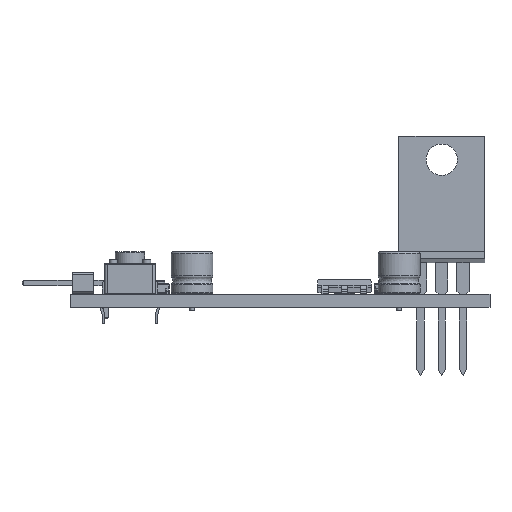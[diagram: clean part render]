
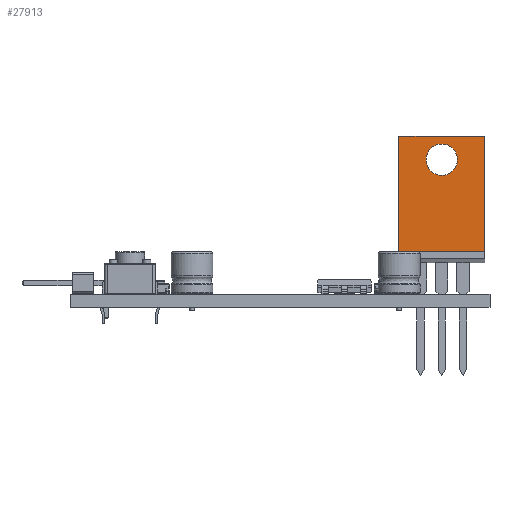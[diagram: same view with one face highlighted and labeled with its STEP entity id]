
A CAD part, front view. The second image highlights one B-rep face of the part: STEP entity #27913.
In plain terms, the highlighted face is planar.
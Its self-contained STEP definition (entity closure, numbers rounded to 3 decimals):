
#25393 = PLANE('',#25394);
#25394 = AXIS2_PLACEMENT_3D('',#25395,#25396,#25397);
#25395 = CARTESIAN_POINT('',(7.655,3.16,5.));
#25396 = DIRECTION('',(1.,0.,0.));
#25397 = DIRECTION('',(0.,-1.,0.));
#25449 = PLANE('',#25450);
#25450 = AXIS2_PLACEMENT_3D('',#25451,#25452,#25453);
#25451 = CARTESIAN_POINT('',(-2.575,1.89,5.));
#25452 = DIRECTION('',(-1.,0.,0.));
#25453 = DIRECTION('',(0.,1.,0.));
#25526 = PLANE('',#25527);
#25527 = AXIS2_PLACEMENT_3D('',#25528,#25529,#25530);
#25528 = CARTESIAN_POINT('',(-2.575,3.16,5.));
#25529 = DIRECTION('',(0.,0.,1.));
#25530 = DIRECTION('',(1.,0.,-0.));
#26583 = VERTEX_POINT('',#26584);
#26584 = CARTESIAN_POINT('',(-2.575,3.16,18.775));
#26598 = PLANE('',#26599);
#26599 = AXIS2_PLACEMENT_3D('',#26600,#26601,#26602);
#26600 = CARTESIAN_POINT('',(-2.575,3.16,18.775));
#26601 = DIRECTION('',(0.,0.,1.));
#26602 = DIRECTION('',(1.,0.,-0.));
#26610 = EDGE_CURVE('',#26611,#26583,#26613,.T.);
#26611 = VERTEX_POINT('',#26612);
#26612 = CARTESIAN_POINT('',(-2.575,3.16,5.));
#26613 = SURFACE_CURVE('',#26614,(#26618,#26625),.PCURVE_S1.);
#26614 = LINE('',#26615,#26616);
#26615 = CARTESIAN_POINT('',(-2.575,3.16,5.));
#26616 = VECTOR('',#26617,1.);
#26617 = DIRECTION('',(0.,0.,1.));
#26618 = PCURVE('',#25449,#26619);
#26619 = DEFINITIONAL_REPRESENTATION('',(#26620),#26624);
#26620 = LINE('',#26621,#26622);
#26621 = CARTESIAN_POINT('',(1.27,0.));
#26622 = VECTOR('',#26623,1.);
#26623 = DIRECTION('',(0.,-1.));
#26624 = ( GEOMETRIC_REPRESENTATION_CONTEXT(2) 
PARAMETRIC_REPRESENTATION_CONTEXT() REPRESENTATION_CONTEXT('2D SPACE',''
  ) );
#26625 = PCURVE('',#26626,#26631);
#26626 = PLANE('',#26627);
#26627 = AXIS2_PLACEMENT_3D('',#26628,#26629,#26630);
#26628 = CARTESIAN_POINT('',(-2.575,3.16,5.));
#26629 = DIRECTION('',(0.,1.,0.));
#26630 = DIRECTION('',(1.,0.,0.));
#26631 = DEFINITIONAL_REPRESENTATION('',(#26632),#26636);
#26632 = LINE('',#26633,#26634);
#26633 = CARTESIAN_POINT('',(0.,0.));
#26634 = VECTOR('',#26635,1.);
#26635 = DIRECTION('',(0.,-1.));
#26636 = ( GEOMETRIC_REPRESENTATION_CONTEXT(2) 
PARAMETRIC_REPRESENTATION_CONTEXT() REPRESENTATION_CONTEXT('2D SPACE',''
  ) );
#26728 = CYLINDRICAL_SURFACE('',#26729,1.868);
#26729 = AXIS2_PLACEMENT_3D('',#26730,#26731,#26732);
#26730 = CARTESIAN_POINT('',(2.54,1.89,16.005));
#26731 = DIRECTION('',(0.,-1.,0.));
#26732 = DIRECTION('',(1.,0.,0.));
#26744 = VERTEX_POINT('',#26745);
#26745 = CARTESIAN_POINT('',(7.655,3.16,5.));
#26766 = EDGE_CURVE('',#26744,#26767,#26769,.T.);
#26767 = VERTEX_POINT('',#26768);
#26768 = CARTESIAN_POINT('',(7.655,3.16,18.775));
#26769 = SURFACE_CURVE('',#26770,(#26774,#26781),.PCURVE_S1.);
#26770 = LINE('',#26771,#26772);
#26771 = CARTESIAN_POINT('',(7.655,3.16,5.));
#26772 = VECTOR('',#26773,1.);
#26773 = DIRECTION('',(0.,0.,1.));
#26774 = PCURVE('',#25393,#26775);
#26775 = DEFINITIONAL_REPRESENTATION('',(#26776),#26780);
#26776 = LINE('',#26777,#26778);
#26777 = CARTESIAN_POINT('',(0.,0.));
#26778 = VECTOR('',#26779,1.);
#26779 = DIRECTION('',(0.,-1.));
#26780 = ( GEOMETRIC_REPRESENTATION_CONTEXT(2) 
PARAMETRIC_REPRESENTATION_CONTEXT() REPRESENTATION_CONTEXT('2D SPACE',''
  ) );
#26781 = PCURVE('',#26626,#26782);
#26782 = DEFINITIONAL_REPRESENTATION('',(#26783),#26787);
#26783 = LINE('',#26784,#26785);
#26784 = CARTESIAN_POINT('',(10.23,0.));
#26785 = VECTOR('',#26786,1.);
#26786 = DIRECTION('',(0.,-1.));
#26787 = ( GEOMETRIC_REPRESENTATION_CONTEXT(2) 
PARAMETRIC_REPRESENTATION_CONTEXT() REPRESENTATION_CONTEXT('2D SPACE',''
  ) );
#26816 = EDGE_CURVE('',#26611,#26744,#26817,.T.);
#26817 = SURFACE_CURVE('',#26818,(#26822,#26829),.PCURVE_S1.);
#26818 = LINE('',#26819,#26820);
#26819 = CARTESIAN_POINT('',(-2.575,3.16,5.));
#26820 = VECTOR('',#26821,1.);
#26821 = DIRECTION('',(1.,0.,0.));
#26822 = PCURVE('',#25526,#26823);
#26823 = DEFINITIONAL_REPRESENTATION('',(#26824),#26828);
#26824 = LINE('',#26825,#26826);
#26825 = CARTESIAN_POINT('',(0.,0.));
#26826 = VECTOR('',#26827,1.);
#26827 = DIRECTION('',(1.,0.));
#26828 = ( GEOMETRIC_REPRESENTATION_CONTEXT(2) 
PARAMETRIC_REPRESENTATION_CONTEXT() REPRESENTATION_CONTEXT('2D SPACE',''
  ) );
#26829 = PCURVE('',#26626,#26830);
#26830 = DEFINITIONAL_REPRESENTATION('',(#26831),#26835);
#26831 = LINE('',#26832,#26833);
#26832 = CARTESIAN_POINT('',(0.,0.));
#26833 = VECTOR('',#26834,1.);
#26834 = DIRECTION('',(1.,0.));
#26835 = ( GEOMETRIC_REPRESENTATION_CONTEXT(2) 
PARAMETRIC_REPRESENTATION_CONTEXT() REPRESENTATION_CONTEXT('2D SPACE',''
  ) );
#27913 = ADVANCED_FACE('',(#27914,#27940),#26626,.T.);
#27914 = FACE_BOUND('',#27915,.T.);
#27915 = EDGE_LOOP('',(#27916,#27917,#27938,#27939));
#27916 = ORIENTED_EDGE('',*,*,#26610,.T.);
#27917 = ORIENTED_EDGE('',*,*,#27918,.T.);
#27918 = EDGE_CURVE('',#26583,#26767,#27919,.T.);
#27919 = SURFACE_CURVE('',#27920,(#27924,#27931),.PCURVE_S1.);
#27920 = LINE('',#27921,#27922);
#27921 = CARTESIAN_POINT('',(-2.575,3.16,18.775));
#27922 = VECTOR('',#27923,1.);
#27923 = DIRECTION('',(1.,0.,0.));
#27924 = PCURVE('',#26626,#27925);
#27925 = DEFINITIONAL_REPRESENTATION('',(#27926),#27930);
#27926 = LINE('',#27927,#27928);
#27927 = CARTESIAN_POINT('',(0.,-13.775));
#27928 = VECTOR('',#27929,1.);
#27929 = DIRECTION('',(1.,0.));
#27930 = ( GEOMETRIC_REPRESENTATION_CONTEXT(2) 
PARAMETRIC_REPRESENTATION_CONTEXT() REPRESENTATION_CONTEXT('2D SPACE',''
  ) );
#27931 = PCURVE('',#26598,#27932);
#27932 = DEFINITIONAL_REPRESENTATION('',(#27933),#27937);
#27933 = LINE('',#27934,#27935);
#27934 = CARTESIAN_POINT('',(0.,0.));
#27935 = VECTOR('',#27936,1.);
#27936 = DIRECTION('',(1.,0.));
#27937 = ( GEOMETRIC_REPRESENTATION_CONTEXT(2) 
PARAMETRIC_REPRESENTATION_CONTEXT() REPRESENTATION_CONTEXT('2D SPACE',''
  ) );
#27938 = ORIENTED_EDGE('',*,*,#26766,.F.);
#27939 = ORIENTED_EDGE('',*,*,#26816,.F.);
#27940 = FACE_BOUND('',#27941,.T.);
#27941 = EDGE_LOOP('',(#27942));
#27942 = ORIENTED_EDGE('',*,*,#27943,.T.);
#27943 = EDGE_CURVE('',#27944,#27944,#27946,.T.);
#27944 = VERTEX_POINT('',#27945);
#27945 = CARTESIAN_POINT('',(4.408,3.16,16.005));
#27946 = SURFACE_CURVE('',#27947,(#27952,#27963),.PCURVE_S1.);
#27947 = CIRCLE('',#27948,1.868);
#27948 = AXIS2_PLACEMENT_3D('',#27949,#27950,#27951);
#27949 = CARTESIAN_POINT('',(2.54,3.16,16.005));
#27950 = DIRECTION('',(0.,-1.,0.));
#27951 = DIRECTION('',(1.,0.,0.));
#27952 = PCURVE('',#26626,#27953);
#27953 = DEFINITIONAL_REPRESENTATION('',(#27954),#27962);
#27954 = ( BOUNDED_CURVE() B_SPLINE_CURVE(2,(#27955,#27956,#27957,#27958
    ,#27959,#27960,#27961),.UNSPECIFIED.,.T.,.F.) 
B_SPLINE_CURVE_WITH_KNOTS((1,2,2,2,2,1),(-2.094,0.,
    2.094,4.189,6.283,8.378),
.UNSPECIFIED.) CURVE() GEOMETRIC_REPRESENTATION_ITEM() 
RATIONAL_B_SPLINE_CURVE((1.,0.5,1.,0.5,1.,0.5,1.)) REPRESENTATION_ITEM(
  '') );
#27955 = CARTESIAN_POINT('',(6.983,-11.005));
#27956 = CARTESIAN_POINT('',(6.983,-14.24));
#27957 = CARTESIAN_POINT('',(4.181,-12.622));
#27958 = CARTESIAN_POINT('',(1.38,-11.005));
#27959 = CARTESIAN_POINT('',(4.181,-9.388));
#27960 = CARTESIAN_POINT('',(6.983,-7.77));
#27961 = CARTESIAN_POINT('',(6.983,-11.005));
#27962 = ( GEOMETRIC_REPRESENTATION_CONTEXT(2) 
PARAMETRIC_REPRESENTATION_CONTEXT() REPRESENTATION_CONTEXT('2D SPACE',''
  ) );
#27963 = PCURVE('',#26728,#27964);
#27964 = DEFINITIONAL_REPRESENTATION('',(#27965),#27969);
#27965 = LINE('',#27966,#27967);
#27966 = CARTESIAN_POINT('',(0.,-1.27));
#27967 = VECTOR('',#27968,1.);
#27968 = DIRECTION('',(1.,0.));
#27969 = ( GEOMETRIC_REPRESENTATION_CONTEXT(2) 
PARAMETRIC_REPRESENTATION_CONTEXT() REPRESENTATION_CONTEXT('2D SPACE',''
  ) );
